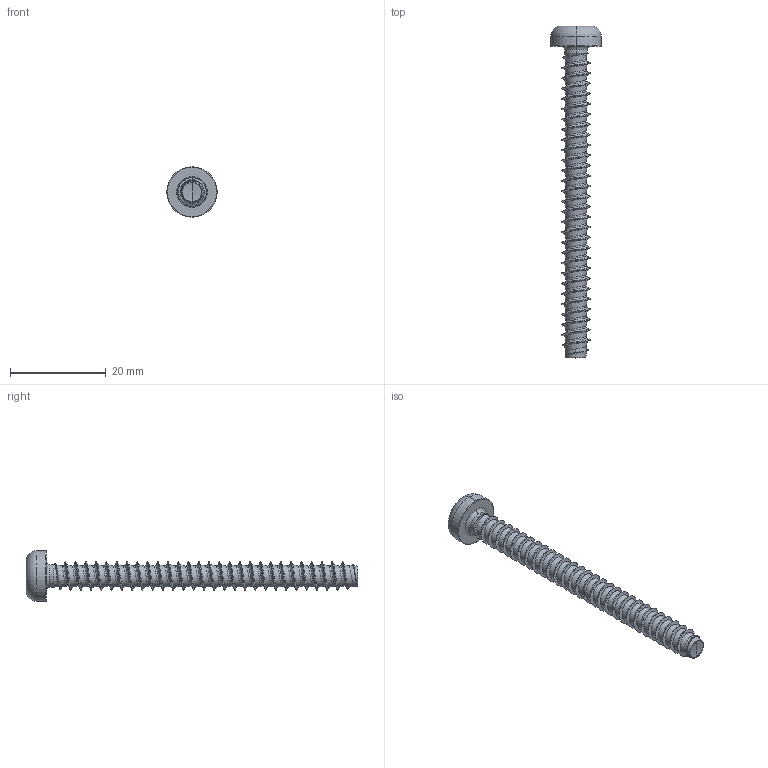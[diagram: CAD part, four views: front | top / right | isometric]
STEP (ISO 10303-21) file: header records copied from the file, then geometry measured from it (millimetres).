
FILE_DESCRIPTION (( 'STEP AP203' ), '1' );
FILE_NAME ('STP420600650.STEP', '2017-08-16T15:27:19', ( '' ), ( '' ), 'SwSTEP 2.0', 'SolidWorks 2015', '' );
FILE_SCHEMA (( 'CONFIG_CONTROL_DESIGN' ));
Products named in the file (1): STP420600650
Bounding box: 10.5 x 69.19 x 10.5 mm (x, y, z)
Volume: 1390.1 mm3; surface area: 1787.5 mm2
Topology: 1 solids, 1 shells, 150 faces, 386 edges, 240 vertices
Faces by surface type: cylinder 87, bspline 35, cone 11, torus 10, sphere 4, plane 3
Entity records: 60026 total; most frequent: CARTESIAN_POINT 56861, ORIENTED_EDGE 772, DIRECTION 486, EDGE_CURVE 386, VERTEX_POINT 240, AXIS2_PLACEMENT_3D 192, EDGE_LOOP 152, ADVANCED_FACE 150
